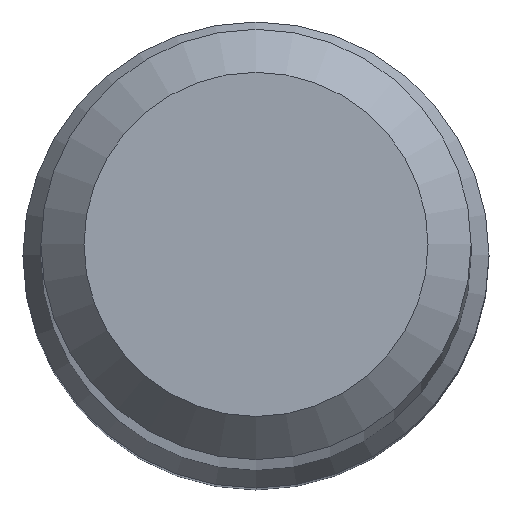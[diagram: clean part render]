
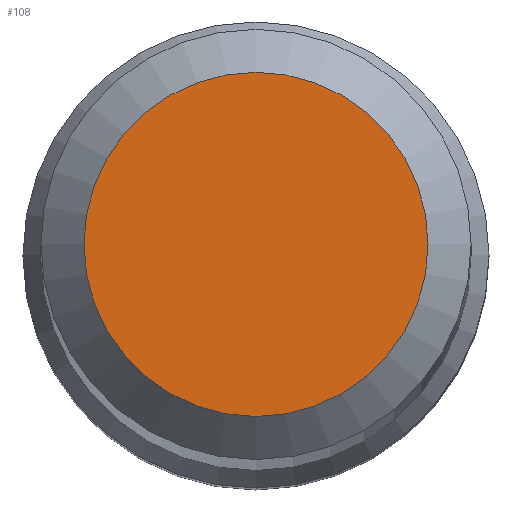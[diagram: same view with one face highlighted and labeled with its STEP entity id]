
A CAD part, top view. The second image highlights one B-rep face of the part: STEP entity #108.
In plain terms, the highlighted planar face has unit normal (0, 0, 1).
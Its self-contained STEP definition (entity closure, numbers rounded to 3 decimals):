
#4 = DIRECTION ( 'NONE',  ( 0., 1., 0. ) ) ;
#12 = EDGE_CURVE ( 'NONE', #120, #120, #113, .T. ) ;
#30 = CARTESIAN_POINT ( 'NONE',  ( 0., 0., 101. ) ) ;
#65 = AXIS2_PLACEMENT_3D ( 'NONE', #30, #106, #218 ) ;
#76 = AXIS2_PLACEMENT_3D ( 'NONE', #190, #119, #4 ) ;
#106 = DIRECTION ( 'NONE',  ( 0., 0., -1. ) ) ;
#108 = ADVANCED_FACE ( 'NONE', ( #228 ), #206, .F. ) ;
#113 = CIRCLE ( 'NONE', #65, 2.4 ) ;
#119 = DIRECTION ( 'NONE',  ( 0., 0., -1. ) ) ;
#120 = VERTEX_POINT ( 'NONE', #211 ) ;
#147 = ORIENTED_EDGE ( 'NONE', *, *, #12, .F. ) ;
#148 = EDGE_LOOP ( 'NONE', ( #147 ) ) ;
#190 = CARTESIAN_POINT ( 'NONE',  ( 0., 0., 101. ) ) ;
#206 = PLANE ( 'NONE',  #76 ) ;
#211 = CARTESIAN_POINT ( 'NONE',  ( 0., 2.4, 101. ) ) ;
#218 = DIRECTION ( 'NONE',  ( 0., 1., 0. ) ) ;
#228 = FACE_OUTER_BOUND ( 'NONE', #148, .T. ) ;
